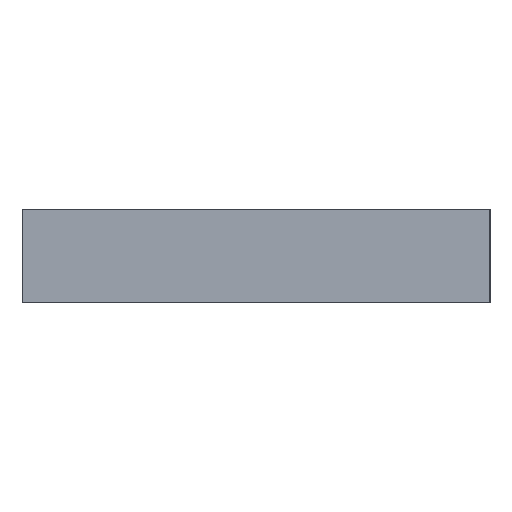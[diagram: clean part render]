
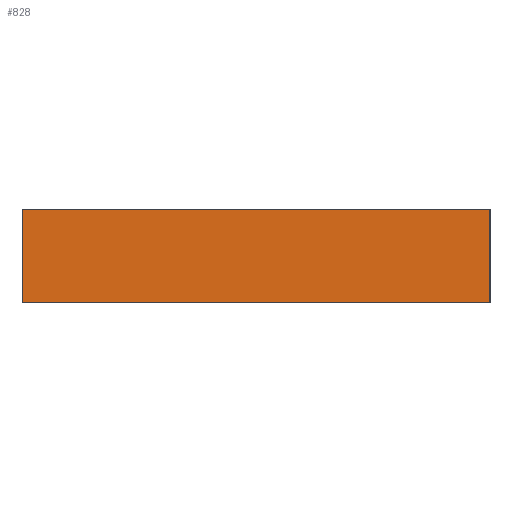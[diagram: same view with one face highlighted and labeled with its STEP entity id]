
A CAD part, left-side view. The second image highlights one B-rep face of the part: STEP entity #828.
In plain terms, the highlighted planar face has unit normal (-1, 0, 0).
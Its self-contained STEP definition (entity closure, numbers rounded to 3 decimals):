
#40 = DIRECTION ( 'NONE',  ( 0., 0., 1. ) ) ;
#94 = DIRECTION ( 'NONE',  ( 0., 0., 1. ) ) ;
#117 = VECTOR ( 'NONE', #892, 1000. ) ;
#150 = VERTEX_POINT ( 'NONE', #1088 ) ;
#163 = ORIENTED_EDGE ( 'NONE', *, *, #993, .F. ) ;
#225 = EDGE_CURVE ( 'NONE', #150, #630, #337, .T. ) ;
#261 = VERTEX_POINT ( 'NONE', #361 ) ;
#262 = DIRECTION ( 'NONE',  ( 0., 1., 0. ) ) ;
#337 = LINE ( 'NONE', #1040, #1060 ) ;
#361 = CARTESIAN_POINT ( 'NONE',  ( -40., -25., 5. ) ) ;
#392 = VECTOR ( 'NONE', #40, 1000. ) ;
#395 = EDGE_LOOP ( 'NONE', ( #163, #1018, #1251, #910 ) ) ;
#418 = CARTESIAN_POINT ( 'NONE',  ( -40., -25., 0. ) ) ;
#492 = EDGE_CURVE ( 'NONE', #630, #1263, #1051, .T. ) ;
#495 = CARTESIAN_POINT ( 'NONE',  ( -40., -25., 5. ) ) ;
#557 = CARTESIAN_POINT ( 'NONE',  ( -40., 25., 0. ) ) ;
#597 = DIRECTION ( 'NONE',  ( 0., 0., -1. ) ) ;
#603 = CARTESIAN_POINT ( 'NONE',  ( -40., 25., -5. ) ) ;
#630 = VERTEX_POINT ( 'NONE', #603 ) ;
#651 = VECTOR ( 'NONE', #597, 1000. ) ;
#756 = CARTESIAN_POINT ( 'NONE',  ( -40., 25., 5. ) ) ;
#828 = ADVANCED_FACE ( 'NONE', ( #1283 ), #1055, .T. ) ;
#874 = DIRECTION ( 'NONE',  ( -1., 0., 0. ) ) ;
#892 = DIRECTION ( 'NONE',  ( 0., -1., 0. ) ) ;
#910 = ORIENTED_EDGE ( 'NONE', *, *, #225, .F. ) ;
#993 = EDGE_CURVE ( 'NONE', #261, #150, #1190, .T. ) ;
#1014 = LINE ( 'NONE', #495, #117 ) ;
#1018 = ORIENTED_EDGE ( 'NONE', *, *, #1056, .F. ) ;
#1040 = CARTESIAN_POINT ( 'NONE',  ( -40., -25., -5. ) ) ;
#1051 = LINE ( 'NONE', #557, #392 ) ;
#1055 = PLANE ( 'NONE',  #1274 ) ;
#1056 = EDGE_CURVE ( 'NONE', #1263, #261, #1014, .T. ) ;
#1060 = VECTOR ( 'NONE', #262, 1000. ) ;
#1088 = CARTESIAN_POINT ( 'NONE',  ( -40., -25., -5. ) ) ;
#1171 = CARTESIAN_POINT ( 'NONE',  ( -40., 25., 0. ) ) ;
#1190 = LINE ( 'NONE', #418, #651 ) ;
#1251 = ORIENTED_EDGE ( 'NONE', *, *, #492, .F. ) ;
#1263 = VERTEX_POINT ( 'NONE', #756 ) ;
#1274 = AXIS2_PLACEMENT_3D ( 'NONE', #1171, #874, #94 ) ;
#1283 = FACE_OUTER_BOUND ( 'NONE', #395, .T. ) ;
